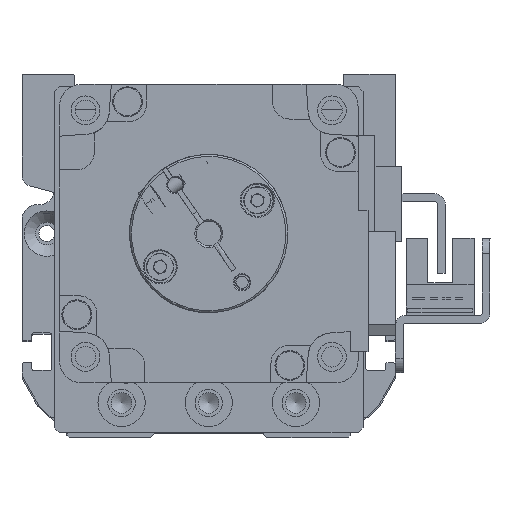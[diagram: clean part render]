
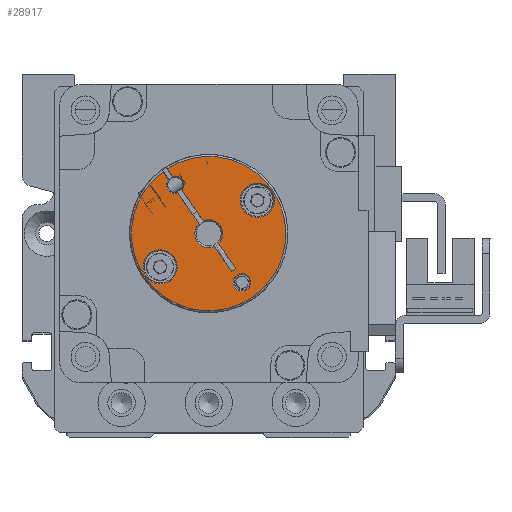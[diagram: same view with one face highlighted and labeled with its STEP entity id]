
A CAD part, left-side view. The second image highlights one B-rep face of the part: STEP entity #28917.
In plain terms, the highlighted face is planar.
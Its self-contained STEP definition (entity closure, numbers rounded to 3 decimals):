
#972=FACE_BOUND('',#4806,.T.);
#973=FACE_BOUND('',#4807,.T.);
#974=FACE_BOUND('',#4808,.T.);
#1604=PLANE('',#32189);
#2933=FACE_OUTER_BOUND('',#4805,.T.);
#4805=EDGE_LOOP('',(#24002,#24003,#24004,#24005,#24006,#24007,#24008,#24009,
#24010,#24011,#24012,#24013));
#4806=EDGE_LOOP('',(#24014));
#4807=EDGE_LOOP('',(#24015));
#4808=EDGE_LOOP('',(#24016));
#6303=CIRCLE('',#31322,2.8);
#6428=CIRCLE('',#31492,15.5);
#6429=CIRCLE('',#31495,3.425);
#6441=CIRCLE('',#31514,1.75);
#6456=CIRCLE('',#31534,1.75);
#6457=CIRCLE('',#31536,3.425);
#6807=CIRCLE('',#32187,1.75);
#6808=CIRCLE('',#32190,2.8);
#8690=LINE('',#48644,#11051);
#8691=LINE('',#48646,#11052);
#8692=LINE('',#48648,#11053);
#8693=LINE('',#48650,#11054);
#8694=LINE('',#48653,#11055);
#8695=LINE('',#48654,#11056);
#8696=LINE('',#48655,#11057);
#11051=VECTOR('',#39050,1000.);
#11052=VECTOR('',#39051,1000.);
#11053=VECTOR('',#39052,1000.);
#11054=VECTOR('',#39053,1000.);
#11055=VECTOR('',#39056,1000.);
#11056=VECTOR('',#39057,1000.);
#11057=VECTOR('',#39058,1000.);
#13172=VERTEX_POINT('',#46460);
#13173=VERTEX_POINT('',#46465);
#13298=VERTEX_POINT('',#46864);
#13299=VERTEX_POINT('',#46866);
#13300=VERTEX_POINT('',#46870);
#13317=VERTEX_POINT('',#46955);
#13318=VERTEX_POINT('',#46960);
#13334=VERTEX_POINT('',#47043);
#13335=VERTEX_POINT('',#47047);
#13778=VERTEX_POINT('',#48629);
#13779=VERTEX_POINT('',#48634);
#13780=VERTEX_POINT('',#48645);
#13781=VERTEX_POINT('',#48647);
#13782=VERTEX_POINT('',#48649);
#13783=VERTEX_POINT('',#48651);
#16463=EDGE_CURVE('',#13173,#13172,#6303,.T.);
#16634=EDGE_CURVE('',#13299,#13298,#6428,.T.);
#16637=EDGE_CURVE('',#13300,#13300,#6429,.T.);
#16660=EDGE_CURVE('',#13318,#13317,#6441,.T.);
#16682=EDGE_CURVE('',#13334,#13334,#6456,.T.);
#16684=EDGE_CURVE('',#13335,#13335,#6457,.T.);
#17390=EDGE_CURVE('',#13779,#13778,#6807,.T.);
#17394=EDGE_CURVE('',#13173,#13317,#8690,.T.);
#17395=EDGE_CURVE('',#13780,#13172,#8691,.T.);
#17396=EDGE_CURVE('',#13781,#13780,#8692,.T.);
#17397=EDGE_CURVE('',#13781,#13782,#8693,.T.);
#17398=EDGE_CURVE('',#13782,#13783,#6808,.T.);
#17399=EDGE_CURVE('',#13783,#13779,#8694,.T.);
#17400=EDGE_CURVE('',#13778,#13299,#8695,.T.);
#17401=EDGE_CURVE('',#13318,#13298,#8696,.T.);
#24002=ORIENTED_EDGE('',*,*,#17394,.F.);
#24003=ORIENTED_EDGE('',*,*,#16463,.T.);
#24004=ORIENTED_EDGE('',*,*,#17395,.F.);
#24005=ORIENTED_EDGE('',*,*,#17396,.F.);
#24006=ORIENTED_EDGE('',*,*,#17397,.T.);
#24007=ORIENTED_EDGE('',*,*,#17398,.T.);
#24008=ORIENTED_EDGE('',*,*,#17399,.T.);
#24009=ORIENTED_EDGE('',*,*,#17390,.T.);
#24010=ORIENTED_EDGE('',*,*,#17400,.T.);
#24011=ORIENTED_EDGE('',*,*,#16634,.T.);
#24012=ORIENTED_EDGE('',*,*,#17401,.F.);
#24013=ORIENTED_EDGE('',*,*,#16660,.T.);
#24014=ORIENTED_EDGE('',*,*,#16682,.T.);
#24015=ORIENTED_EDGE('',*,*,#16684,.T.);
#24016=ORIENTED_EDGE('',*,*,#16637,.T.);
#28917=ADVANCED_FACE('',(#2933,#972,#973,#974),#1604,.T.);
#31322=AXIS2_PLACEMENT_3D('',#46466,#36920,#36921);
#31492=AXIS2_PLACEMENT_3D('',#46867,#37299,#37300);
#31495=AXIS2_PLACEMENT_3D('',#46872,#37306,#37307);
#31514=AXIS2_PLACEMENT_3D('',#46961,#37352,#37353);
#31534=AXIS2_PLACEMENT_3D('',#47045,#37396,#37397);
#31536=AXIS2_PLACEMENT_3D('',#47049,#37401,#37402);
#32187=AXIS2_PLACEMENT_3D('',#48635,#39042,#39043);
#32189=AXIS2_PLACEMENT_3D('',#48643,#39048,#39049);
#32190=AXIS2_PLACEMENT_3D('',#48652,#39054,#39055);
#36920=DIRECTION('center_axis',(0.,-1.,0.));
#36921=DIRECTION('ref_axis',(-1.,0.,0.));
#37299=DIRECTION('center_axis',(0.,1.,0.));
#37300=DIRECTION('ref_axis',(-0.707,0.,0.707));
#37306=DIRECTION('center_axis',(0.,-1.,0.));
#37307=DIRECTION('ref_axis',(-0.707,0.,0.707));
#37352=DIRECTION('center_axis',(0.,-1.,0.));
#37353=DIRECTION('ref_axis',(-0.707,0.,0.707));
#37396=DIRECTION('center_axis',(0.,-1.,0.));
#37397=DIRECTION('ref_axis',(-0.707,0.,0.707));
#37401=DIRECTION('center_axis',(0.,-1.,0.));
#37402=DIRECTION('ref_axis',(-0.707,0.,0.707));
#39042=DIRECTION('center_axis',(0.,-1.,0.));
#39043=DIRECTION('ref_axis',(-0.707,0.,0.707));
#39048=DIRECTION('center_axis',(0.,1.,0.));
#39049=DIRECTION('ref_axis',(-0.707,0.,0.707));
#39050=DIRECTION('',(0.707,0.,0.707));
#39051=DIRECTION('',(0.707,0.,0.707));
#39052=DIRECTION('',(-0.707,0.,0.707));
#39053=DIRECTION('',(0.707,0.,0.707));
#39054=DIRECTION('center_axis',(0.,-1.,0.));
#39055=DIRECTION('ref_axis',(-1.,0.,0.));
#39056=DIRECTION('',(0.707,0.,0.707));
#39057=DIRECTION('',(0.707,0.,0.707));
#39058=DIRECTION('',(0.707,0.,0.707));
#46460=CARTESIAN_POINT('',(-2.302,18.7,-1.595));
#46465=CARTESIAN_POINT('',(1.595,18.7,2.302));
#46466=CARTESIAN_POINT('Origin',(0.,18.7,0.));
#46864=CARTESIAN_POINT('',(10.601,18.7,11.308));
#46866=CARTESIAN_POINT('',(11.308,18.7,10.601));
#46867=CARTESIAN_POINT('Origin',(0.,18.7,0.));
#46870=CARTESIAN_POINT('',(-5.957,18.7,5.957));
#46872=CARTESIAN_POINT('Origin',(-8.379,18.7,8.379));
#46955=CARTESIAN_POINT('',(6.84,18.7,7.547));
#46960=CARTESIAN_POINT('',(9.212,18.7,9.919));
#46961=CARTESIAN_POINT('Origin',(8.379,18.7,8.379));
#47043=CARTESIAN_POINT('',(-7.142,18.7,-9.617));
#47045=CARTESIAN_POINT('Origin',(-8.379,18.7,-8.379));
#47047=CARTESIAN_POINT('',(10.801,18.7,-10.801));
#47049=CARTESIAN_POINT('Origin',(8.379,18.7,-8.379));
#48629=CARTESIAN_POINT('',(9.919,18.7,9.212));
#48634=CARTESIAN_POINT('',(7.547,18.7,6.84));
#48635=CARTESIAN_POINT('Origin',(8.379,18.7,8.379));
#48643=CARTESIAN_POINT('Origin',(0.,18.7,0.));
#48644=CARTESIAN_POINT('',(-0.354,18.7,0.354));
#48645=CARTESIAN_POINT('',(-6.647,18.7,-5.94));
#48646=CARTESIAN_POINT('',(-0.354,18.7,0.354));
#48647=CARTESIAN_POINT('',(-5.94,18.7,-6.647));
#48648=CARTESIAN_POINT('',(-5.94,18.7,-6.647));
#48649=CARTESIAN_POINT('',(-1.595,18.7,-2.302));
#48650=CARTESIAN_POINT('',(0.354,18.7,-0.354));
#48651=CARTESIAN_POINT('',(2.302,18.7,1.595));
#48652=CARTESIAN_POINT('Origin',(0.,18.7,0.));
#48653=CARTESIAN_POINT('',(0.354,18.7,-0.354));
#48654=CARTESIAN_POINT('',(0.354,18.7,-0.354));
#48655=CARTESIAN_POINT('',(-0.354,18.7,0.354));
